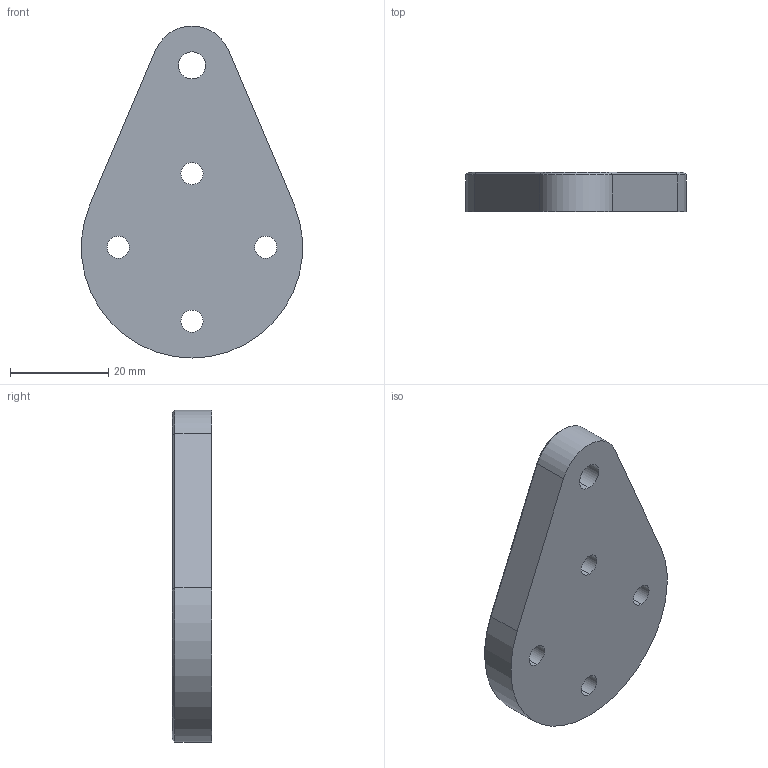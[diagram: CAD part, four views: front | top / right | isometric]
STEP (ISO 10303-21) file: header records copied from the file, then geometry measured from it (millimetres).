
FILE_DESCRIPTION (( 'STEP AP214' ), '1' );
FILE_NAME ('Bras moteur.STEP', '2022-10-19T16:55:36', ( '' ), ( '' ), 'SwSTEP 2.0', 'SolidWorks 2019', '' );
FILE_SCHEMA (( 'AUTOMOTIVE_DESIGN' ));
Length unit declared in the file: millimetre
Products named in the file (1): Bras moteur
Bounding box: 44.88 x 8 x 67.5 mm (x, y, z)
Volume: 13982.6 mm3; surface area: 6694.5 mm2
Topology: 1 solids, 1 shells, 125 faces, 294 edges, 180 vertices
Faces by surface type: cylinder 59, cone 51, plane 15
Entity records: 3672 total; most frequent: DIRECTION 720, CARTESIAN_POINT 600, ORIENTED_EDGE 588, AXIS2_PLACEMENT_3D 300, EDGE_CURVE 294, VERTEX_POINT 180, CIRCLE 174, EDGE_LOOP 144
